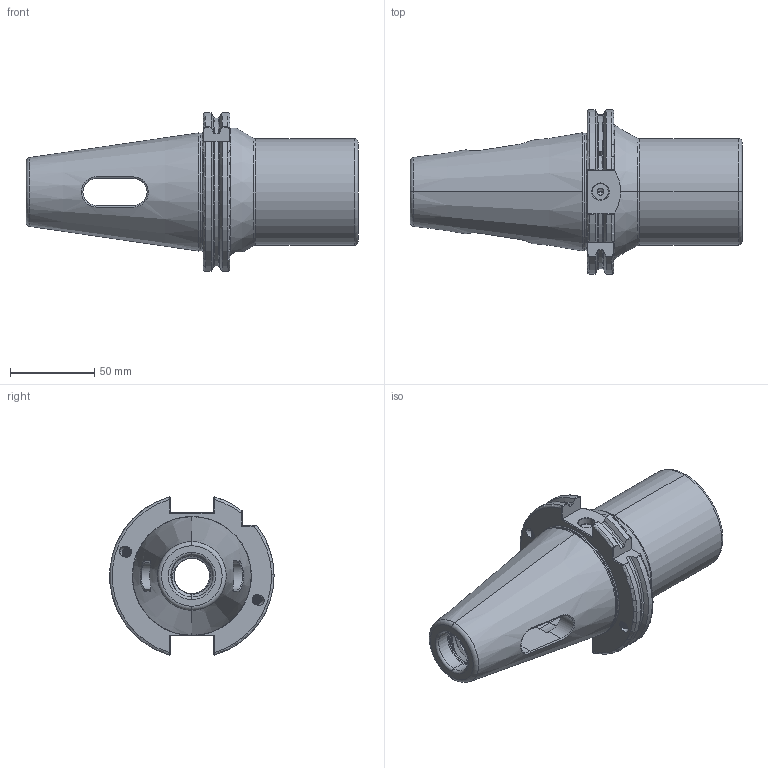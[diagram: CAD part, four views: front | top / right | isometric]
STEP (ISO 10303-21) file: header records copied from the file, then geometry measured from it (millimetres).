
FILE_DESCRIPTION (( 'STEP AP203' ), '1' );
FILE_NAME ('503.07.05.STEP', '2016-07-16T06:30:41', ( '' ), ( '' ), 'SwSTEP 2.0', 'SolidWorks 2012', '' );
FILE_SCHEMA (( 'CONFIG_CONTROL_DESIGN' ));
Length unit declared in the file: millimetre
Products named in the file (1): 503.07.05
Bounding box: 196.75 x 97.32 x 93.81 mm (x, y, z)
Volume: 387720.4 mm3; surface area: 73751.8 mm2
Topology: 1 solids, 1 shells, 289 faces, 782 edges, 486 vertices
Faces by surface type: cylinder 110, plane 53, bspline 52, cone 37, torus 37
Entity records: 35032 total; most frequent: CARTESIAN_POINT 28718, ORIENTED_EDGE 1544, DIRECTION 1013, EDGE_CURVE 772, VERTEX_POINT 486, AXIS2_PLACEMENT_3D 400, EDGE_LOOP 300, ADVANCED_FACE 289
